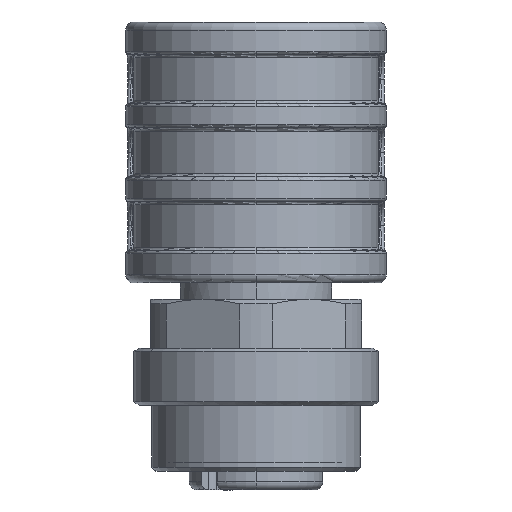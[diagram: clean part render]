
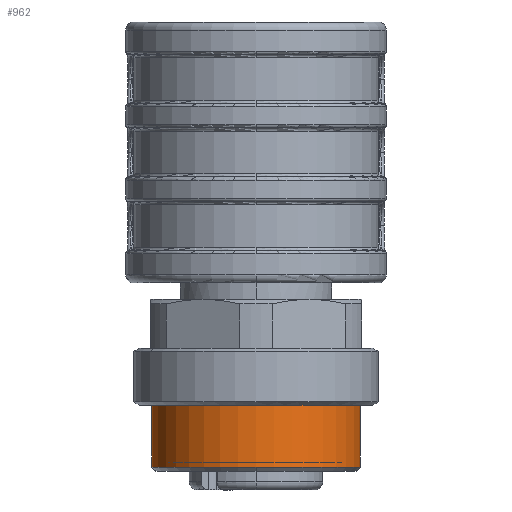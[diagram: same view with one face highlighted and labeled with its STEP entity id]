
A CAD part, front view. The second image highlights one B-rep face of the part: STEP entity #962.
In plain terms, the highlighted cylindrical face has radius 6.4 mm (diameter 12.8 mm), a partial arc.
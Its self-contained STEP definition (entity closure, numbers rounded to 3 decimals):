
#889=AXIS2_PLACEMENT_3D('Circle Axis2P3D',#887,#888,$) ;
#918=AXIS2_PLACEMENT_3D('Circle Axis2P3D',#916,#917,$) ;
#934=AXIS2_PLACEMENT_3D('Cylinder Axis2P3D',#931,#932,#933) ;
#952=AXIS2_PLACEMENT_3D('Circle Axis2P3D',#950,#951,$) ;
#884=CARTESIAN_POINT('Vertex',(8.,1.6,1.4)) ;
#887=CARTESIAN_POINT('Axis2P3D Location',(8.,8.,1.4)) ;
#891=CARTESIAN_POINT('Vertex',(1.6,8.,1.4)) ;
#913=CARTESIAN_POINT('Vertex',(14.4,8.,1.4)) ;
#916=CARTESIAN_POINT('Axis2P3D Location',(8.,8.,1.4)) ;
#931=CARTESIAN_POINT('Axis2P3D Location',(8.,8.,1.2)) ;
#936=CARTESIAN_POINT('Line Origine',(1.6,8.,1.2)) ;
#940=CARTESIAN_POINT('Vertex',(1.6,8.,5.2)) ;
#943=CARTESIAN_POINT('Line Origine',(14.4,8.,1.2)) ;
#947=CARTESIAN_POINT('Vertex',(14.4,8.,5.2)) ;
#950=CARTESIAN_POINT('Axis2P3D Location',(8.,8.,5.2)) ;
#888=DIRECTION('Axis2P3D Direction',(0.,0.,1.)) ;
#917=DIRECTION('Axis2P3D Direction',(0.,0.,1.)) ;
#932=DIRECTION('Axis2P3D Direction',(0.,0.,-1.)) ;
#933=DIRECTION('Axis2P3D XDirection',(1.,0.,0.)) ;
#937=DIRECTION('Vector Direction',(0.,0.,-1.)) ;
#944=DIRECTION('Vector Direction',(0.,0.,-1.)) ;
#951=DIRECTION('Axis2P3D Direction',(0.,0.,-1.)) ;
#938=VECTOR('Line Direction',#937,1.) ;
#945=VECTOR('Line Direction',#944,1.) ;
#956=ORIENTED_EDGE('',*,*,#942,.F.) ;
#957=ORIENTED_EDGE('',*,*,#893,.T.) ;
#958=ORIENTED_EDGE('',*,*,#920,.T.) ;
#959=ORIENTED_EDGE('',*,*,#949,.F.) ;
#960=ORIENTED_EDGE('',*,*,#954,.T.) ;
#962=ADVANCED_FACE('Hauptk\X2\00F6\X0\rper',(#961),#935,.T.) ;
#890=CIRCLE('generated circle',#889,6.4) ;
#919=CIRCLE('generated circle',#918,6.4) ;
#953=CIRCLE('generated circle',#952,6.4) ;
#935=CYLINDRICAL_SURFACE('generated cylinder',#934,6.4) ;
#893=EDGE_CURVE('',#892,#885,#890,.T.) ;
#920=EDGE_CURVE('',#885,#914,#919,.T.) ;
#942=EDGE_CURVE('',#892,#941,#939,.F.) ;
#949=EDGE_CURVE('',#948,#914,#946,.T.) ;
#954=EDGE_CURVE('',#948,#941,#953,.T.) ;
#955=EDGE_LOOP('',(#956,#957,#958,#959,#960)) ;
#961=FACE_OUTER_BOUND('',#955,.T.) ;
#939=LINE('Line',#936,#938) ;
#946=LINE('Line',#943,#945) ;
#885=VERTEX_POINT('',#884) ;
#892=VERTEX_POINT('',#891) ;
#914=VERTEX_POINT('',#913) ;
#941=VERTEX_POINT('',#940) ;
#948=VERTEX_POINT('',#947) ;
